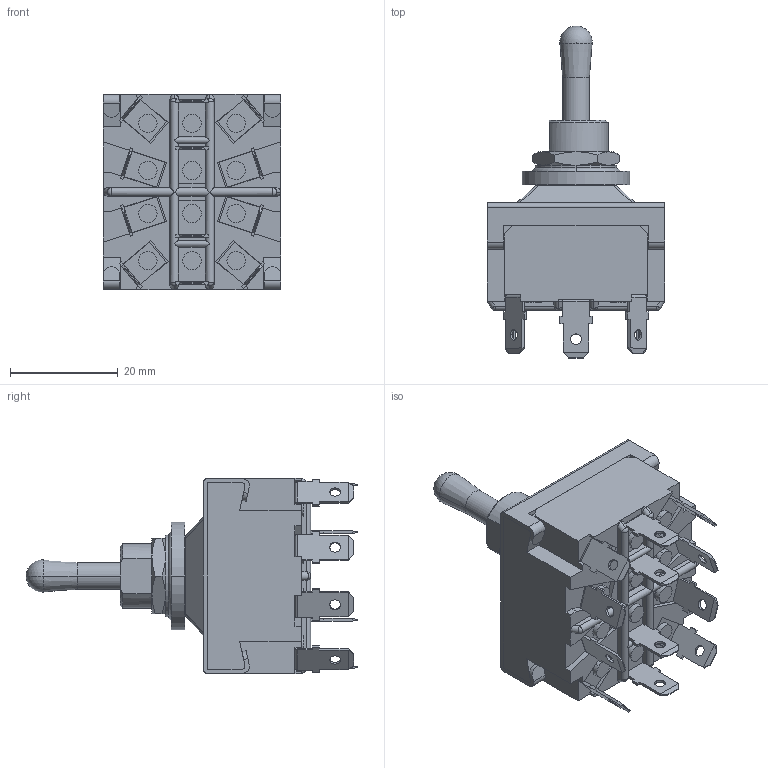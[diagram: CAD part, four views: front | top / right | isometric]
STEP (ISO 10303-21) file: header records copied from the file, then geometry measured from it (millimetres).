
FILE_DESCRIPTION (( 'STEP AP203' ), '1' );
FILE_NAME ('A4TP04W.STEP', '2020-03-16T00:13:20', ( '' ), ( '' ), 'SwSTEP 2.0', 'SolidWorks 2018', '' );
FILE_SCHEMA (( 'CONFIG_CONTROL_DESIGN' ));
Length unit declared in the file: millimetre
Products named in the file (10): 忋慻 僗儕乕僽慻 杊悈僩僌儖3-4嬌 (A僔儕乕僘); 4端子 (Aシリーズ); 6061 0728 20(パッキン); 働乕僗 3_4嬌 (A僔儕乕僘); 9803 0458 20(L儚僢僔儍乕)model; A4TP04W; 僗儕乕僽慻杊悈僩僌儖 (A僔儕乕僘); 9801 0063 20(ナット)model; 壓慻 4嬌 4抂巕 (A僔儕乕僘); 僼儗乕儉3-4嬌僩僌儖 (A僔儕乕僘)
Assembly tree (20 placements, depth 3):
  A4TP04W
    壓慻 4嬌 4抂巕 (A僔儕乕僘)
      働乕僗 3_4嬌 (A僔儕乕僘)
      4端子 (Aシリーズ)  x12
    忋慻 僗儕乕僽慻 杊悈僩僌儖3-4嬌 (A僔儕乕僘)
      僼儗乕儉3-4嬌僩僌儖 (A僔儕乕僘)
      僗儕乕僽慻杊悈僩僌儖 (A僔儕乕僘)
    6061 0728 20(パッキン)
    9803 0458 20(L儚僢僔儍乕)model
    9801 0063 20(ナット)model
Bounding box: 33 x 61.7 x 36.4 mm (x, y, z)
Volume: 24653.5 mm3; surface area: 13648.2 mm2
Topology: 18 solids, 18 shells, 679 faces, 1720 edges, 1104 vertices
Faces by surface type: plane 447, cylinder 192, cone 16, sphere 12, torus 8, bspline 4
Entity records: 12383 total; most frequent: CARTESIAN_POINT 2202, DIRECTION 1865, ORIENTED_EDGE 1836, EDGE_CURVE 918, AXIS2_PLACEMENT_3D 628, VECTOR 609, LINE 609, VERTEX_POINT 589
